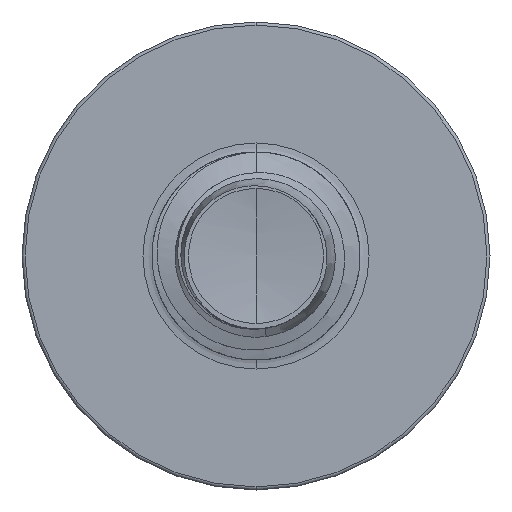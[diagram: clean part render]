
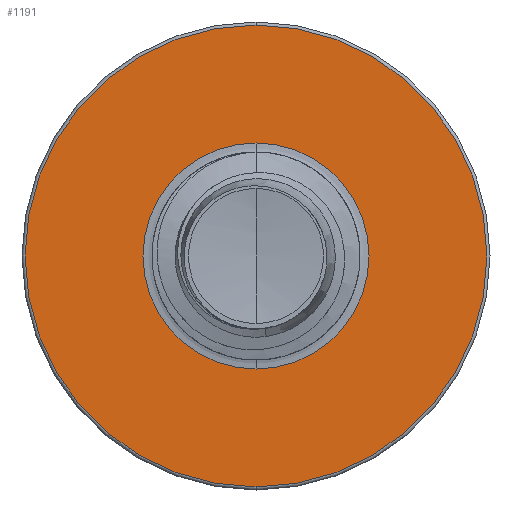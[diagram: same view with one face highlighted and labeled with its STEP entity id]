
A CAD part, front view. The second image highlights one B-rep face of the part: STEP entity #1191.
In plain terms, the highlighted planar face has unit normal (0, -1, 0).
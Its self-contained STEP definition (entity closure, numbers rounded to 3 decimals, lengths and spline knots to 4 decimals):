
#437 = CIRCLE ( 'NONE', #20888, 4.44 ) ;
#1191 = ADVANCED_FACE ( 'NONE', ( #11388, #19767 ), #33708, .F. ) ;
#1643 = CARTESIAN_POINT ( 'NONE',  ( 0., 17.5, -2.1736 ) ) ;
#1697 = CARTESIAN_POINT ( 'NONE',  ( 0., 17.5, -4.44 ) ) ;
#3123 = AXIS2_PLACEMENT_3D ( 'NONE', #14730, #35159, #17890 ) ;
#5779 = DIRECTION ( 'NONE',  ( 0., 1., 0. ) ) ;
#5807 = DIRECTION ( 'NONE',  ( 0., 1., 0. ) ) ;
#5971 = CARTESIAN_POINT ( 'NONE',  ( 0., 17.5, 4.44 ) ) ;
#7198 = AXIS2_PLACEMENT_3D ( 'NONE', #31797, #31757, #31728 ) ;
#9710 = ORIENTED_EDGE ( 'NONE', *, *, #31425, .T. ) ;
#10177 = VERTEX_POINT ( 'NONE', #31719 ) ;
#10469 = EDGE_LOOP ( 'NONE', ( #38575, #17264 ) ) ;
#11388 = FACE_OUTER_BOUND ( 'NONE', #10469, .T. ) ;
#11933 = DIRECTION ( 'NONE',  ( 0., 1., 0. ) ) ;
#12232 = CIRCLE ( 'NONE', #15882, 4.44 ) ;
#14730 = CARTESIAN_POINT ( 'NONE',  ( 0., 17.5, 0. ) ) ;
#15882 = AXIS2_PLACEMENT_3D ( 'NONE', #30018, #11933, #32821 ) ;
#15948 = AXIS2_PLACEMENT_3D ( 'NONE', #24706, #5779, #27650 ) ;
#16356 = VERTEX_POINT ( 'NONE', #1643 ) ;
#17264 = ORIENTED_EDGE ( 'NONE', *, *, #38404, .F. ) ;
#17890 = DIRECTION ( 'NONE',  ( 0., 0., 1. ) ) ;
#19767 = FACE_BOUND ( 'NONE', #29488, .T. ) ;
#20888 = AXIS2_PLACEMENT_3D ( 'NONE', #24730, #5807, #27674 ) ;
#20952 = CIRCLE ( 'NONE', #15948, 2.1736 ) ;
#21557 = VERTEX_POINT ( 'NONE', #5971 ) ;
#22712 = EDGE_CURVE ( 'NONE', #21557, #32927, #12232, .T. ) ;
#24659 = EDGE_CURVE ( 'NONE', #10177, #16356, #26994, .T. ) ;
#24706 = CARTESIAN_POINT ( 'NONE',  ( 0., 17.5, 0. ) ) ;
#24730 = CARTESIAN_POINT ( 'NONE',  ( 0., 17.5, 0. ) ) ;
#26994 = CIRCLE ( 'NONE', #3123, 2.1736 ) ;
#27650 = DIRECTION ( 'NONE',  ( 0., 0., 1. ) ) ;
#27674 = DIRECTION ( 'NONE',  ( 0., 0., 1. ) ) ;
#29488 = EDGE_LOOP ( 'NONE', ( #32801, #9710 ) ) ;
#30018 = CARTESIAN_POINT ( 'NONE',  ( 0., 17.5, 0. ) ) ;
#31425 = EDGE_CURVE ( 'NONE', #16356, #10177, #20952, .T. ) ;
#31719 = CARTESIAN_POINT ( 'NONE',  ( 0., 17.5, 2.1736 ) ) ;
#31728 = DIRECTION ( 'NONE',  ( 0., 0., 1. ) ) ;
#31757 = DIRECTION ( 'NONE',  ( 0., 1., 0. ) ) ;
#31797 = CARTESIAN_POINT ( 'NONE',  ( 0., 17.5, -2.1736 ) ) ;
#32801 = ORIENTED_EDGE ( 'NONE', *, *, #24659, .T. ) ;
#32821 = DIRECTION ( 'NONE',  ( 0., 0., 1. ) ) ;
#32927 = VERTEX_POINT ( 'NONE', #1697 ) ;
#33708 = PLANE ( 'NONE',  #7198 ) ;
#35159 = DIRECTION ( 'NONE',  ( 0., 1., 0. ) ) ;
#38404 = EDGE_CURVE ( 'NONE', #32927, #21557, #437, .T. ) ;
#38575 = ORIENTED_EDGE ( 'NONE', *, *, #22712, .F. ) ;
